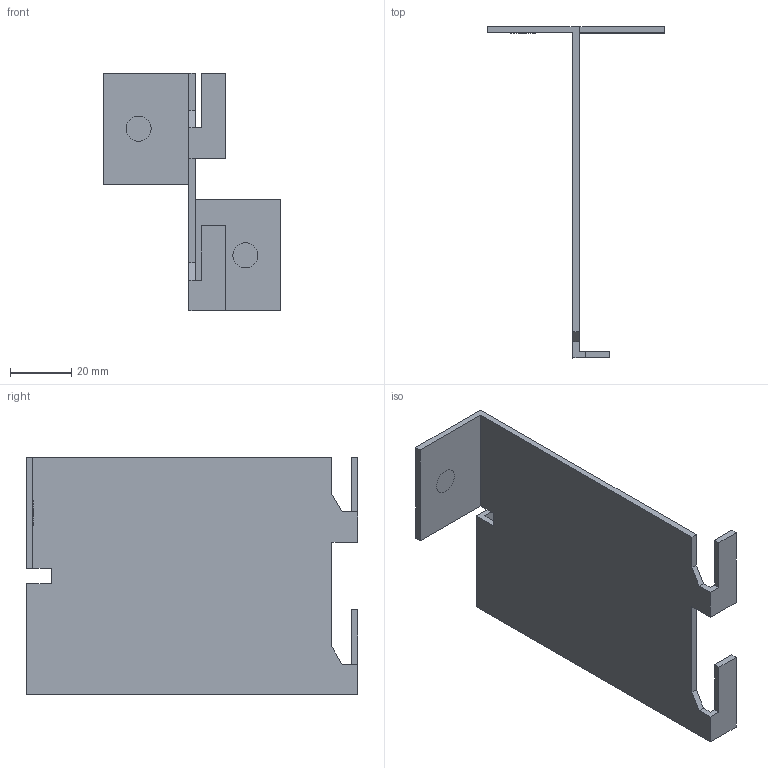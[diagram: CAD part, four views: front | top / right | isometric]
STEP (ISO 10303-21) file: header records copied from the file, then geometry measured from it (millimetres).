
FILE_DESCRIPTION(/* description */ (''),/* implementation_level */ '2;1');
FILE_NAME(/* name */ '350585.stp',/* time_stamp */ '2025-12-05T09:37:45+01:00',/* author */ ('mael.lecharpentier'),/* organization */ (''),/* preprocessor_version */ 'ST-DEVELOPER v20',/* originating_system */ 'AutoCAD Mechanical',/* authorisation */ '');
FILE_SCHEMA (('AUTOMOTIVE_DESIGN { 1 0 10303 214 3 1 1 }'));
Length unit declared in the file: millimetre
Products named in the file (1): Product
Bounding box: 58 x 108.7 x 78 mm (x, y, z)
Volume: 20962.8 mm3; surface area: 22424.2 mm2
Topology: 1 solids, 5 shells, 34 faces, 88 edges, 60 vertices
Faces by surface type: plane 34
Entity records: 1065 total; most frequent: CARTESIAN_POINT 183, ORIENTED_EDGE 172, DIRECTION 162, EDGE_CURVE 88, LINE 84, VECTOR 84, VERTEX_POINT 60, AXIS2_PLACEMENT_3D 39
